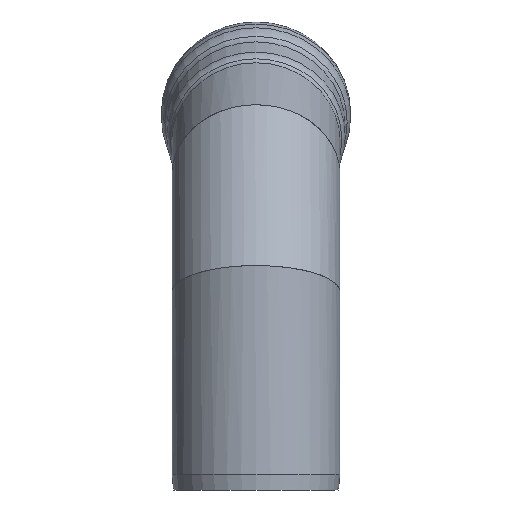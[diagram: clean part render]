
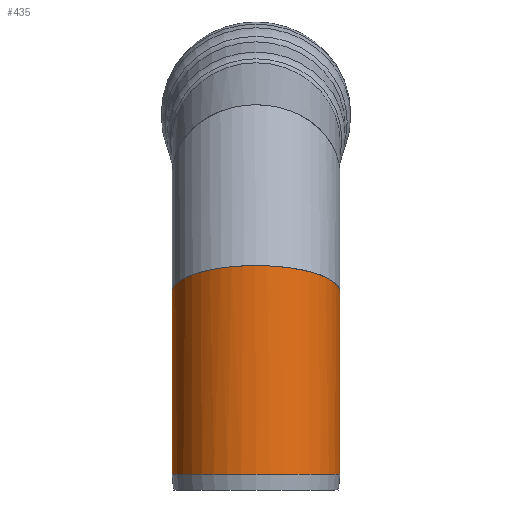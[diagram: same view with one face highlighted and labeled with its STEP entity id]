
A CAD part, left-side view. The second image highlights one B-rep face of the part: STEP entity #435.
In plain terms, the highlighted cylindrical face has radius 665 mm (diameter 1330 mm), a full revolution.
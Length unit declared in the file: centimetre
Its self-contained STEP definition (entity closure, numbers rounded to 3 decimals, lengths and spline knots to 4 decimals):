
#31=ELLIPSE('',#562,69.7272,66.5);
#43=CYLINDRICAL_SURFACE('',#561,66.5);
#80=FACE_OUTER_BOUND('',#111,.T.);
#111=EDGE_LOOP('',(#384,#385,#386,#387));
#161=CIRCLE('',#556,66.5);
#196=VERTEX_POINT('',#871);
#199=VERTEX_POINT('',#883);
#257=EDGE_CURVE('',#196,#196,#161,.T.);
#262=EDGE_CURVE('',#196,#199,#469,.T.);
#263=EDGE_CURVE('',#199,#199,#31,.T.);
#384=ORIENTED_EDGE('',*,*,#257,.F.);
#385=ORIENTED_EDGE('',*,*,#262,.T.);
#386=ORIENTED_EDGE('',*,*,#263,.F.);
#387=ORIENTED_EDGE('',*,*,#262,.F.);
#435=ADVANCED_FACE('',(#80),#43,.T.);
#469=LINE('',#884,#488);
#488=VECTOR('',#729,66.5);
#556=AXIS2_PLACEMENT_3D('',#873,#715,#716);
#561=AXIS2_PLACEMENT_3D('',#882,#727,#728);
#562=AXIS2_PLACEMENT_3D('',#885,#730,#731);
#715=DIRECTION('center_axis',(0.,0.,-1.));
#716=DIRECTION('ref_axis',(1.,0.,0.));
#727=DIRECTION('center_axis',(0.,0.,-1.));
#728=DIRECTION('ref_axis',(0.,1.,0.));
#729=DIRECTION('',(0.,0.,1.));
#730=DIRECTION('center_axis',(0.301,0.,0.954));
#731=DIRECTION('ref_axis',(0.954,0.,-0.301));
#871=CARTESIAN_POINT('',(0.,-66.5,12.5));
#873=CARTESIAN_POINT('Origin',(0.,0.,
12.5));
#882=CARTESIAN_POINT('Origin',(0.,0.,
28.6614));
#883=CARTESIAN_POINT('',(0.,-66.5,156.7153));
#884=CARTESIAN_POINT('',(0.,-66.5,28.6614));
#885=CARTESIAN_POINT('Origin',(0.,0.,
156.7153));
